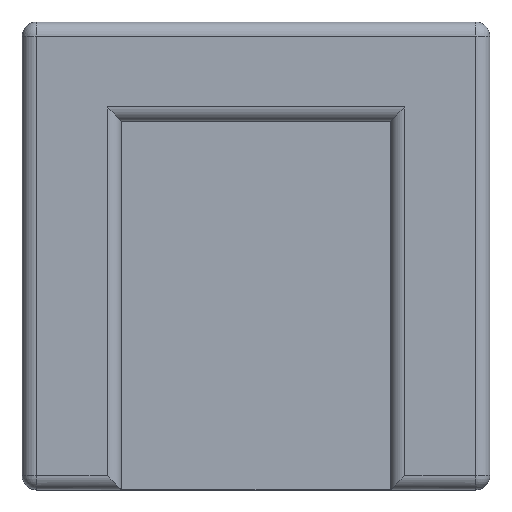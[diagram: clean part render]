
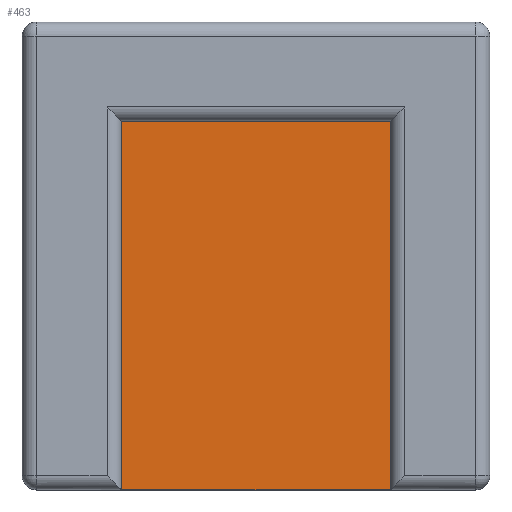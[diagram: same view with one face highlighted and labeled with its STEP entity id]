
A CAD part, top view. The second image highlights one B-rep face of the part: STEP entity #463.
In plain terms, the highlighted planar face has unit normal (0, 0, 1).
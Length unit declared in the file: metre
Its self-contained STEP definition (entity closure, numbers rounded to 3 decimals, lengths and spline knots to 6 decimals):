
#60=ORIENTED_EDGE('',*,*,#193,.F.);
#61=ORIENTED_EDGE('',*,*,#196,.F.);
#62=ORIENTED_EDGE('',*,*,#197,.T.);
#63=ORIENTED_EDGE('',*,*,#198,.T.);
#193=EDGE_CURVE('',#261,#262,#301,.T.);
#196=EDGE_CURVE('',#264,#261,#304,.T.);
#197=EDGE_CURVE('',#264,#265,#305,.T.);
#198=EDGE_CURVE('',#265,#262,#306,.T.);
#261=VERTEX_POINT('',#725);
#262=VERTEX_POINT('',#727);
#264=VERTEX_POINT('',#733);
#265=VERTEX_POINT('',#735);
#301=LINE('',#726,#349);
#304=LINE('',#732,#352);
#305=LINE('',#734,#353);
#306=LINE('',#736,#354);
#349=VECTOR('',#568,1.);
#352=VECTOR('',#573,1.);
#353=VECTOR('',#574,1.);
#354=VECTOR('',#575,1.);
#389=EDGE_LOOP('',(#60,#61,#62,#63));
#419=FACE_BOUND('',#389,.T.);
#449=PLANE('',#506);
#463=ADVANCED_FACE('',(#419),#449,.T.);
#506=AXIS2_PLACEMENT_3D('',#731,#571,#572);
#568=DIRECTION('',(-1.,0.,0.));
#571=DIRECTION('',(0.,0.,1.));
#572=DIRECTION('',(1.,0.,0.));
#573=DIRECTION('',(0.,-1.,0.));
#574=DIRECTION('',(-1.,0.,0.));
#575=DIRECTION('',(0.,-1.,0.));
#725=CARTESIAN_POINT('',(0.00625,-0.00825,0.002));
#726=CARTESIAN_POINT('',(0.,-0.00825,0.002));
#727=CARTESIAN_POINT('',(-0.00625,-0.00825,0.002));
#731=CARTESIAN_POINT('',(0.,0.,0.002));
#732=CARTESIAN_POINT('',(0.00625,-0.001,0.002));
#733=CARTESIAN_POINT('',(0.00625,0.00625,0.002));
#734=CARTESIAN_POINT('',(0.,0.00625,0.002));
#735=CARTESIAN_POINT('',(-0.00625,0.00625,0.002));
#736=CARTESIAN_POINT('',(-0.00625,-0.001,0.002));
